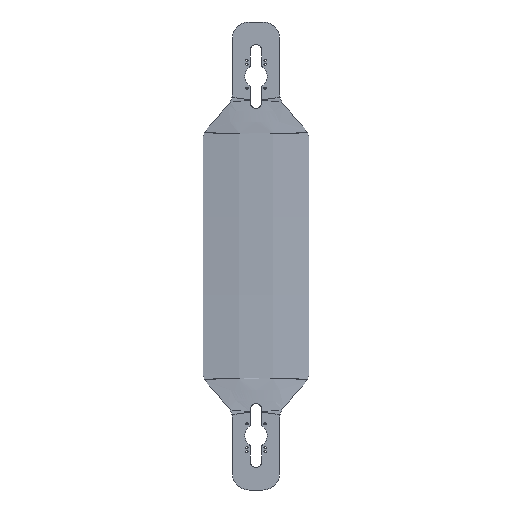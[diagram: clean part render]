
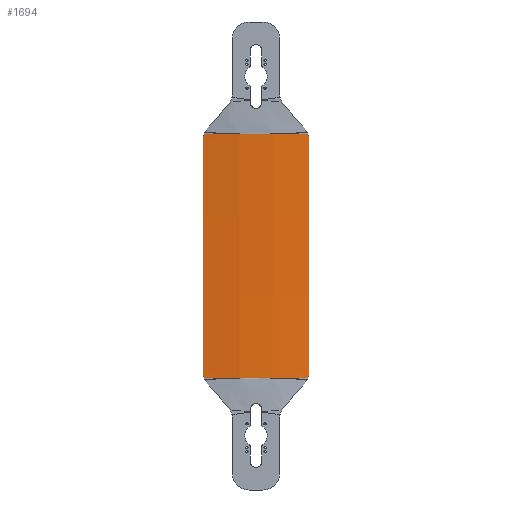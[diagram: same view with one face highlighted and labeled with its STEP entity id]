
A CAD part, front view. The second image highlights one B-rep face of the part: STEP entity #1694.
In plain terms, the highlighted toroidal (fillet/blend) face has major radius 26159.4 mm and minor radius 768.879 mm.
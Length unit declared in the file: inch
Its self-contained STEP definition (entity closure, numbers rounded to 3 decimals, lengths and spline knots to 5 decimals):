
#16=TOROIDAL_SURFACE('',#1853,1029.89583,30.27083);
#111=CIRCLE('',#1851,1000.);
#112=CIRCLE('',#1854,1000.);
#442=FACE_OUTER_BOUND('',#548,.T.);
#548=EDGE_LOOP('',(#1561,#1562,#1563,#1564,#1565,#1566,#1567,#1568));
#560=B_SPLINE_CURVE_WITH_KNOTS('',3,(#2291,#2292,#2293,#2294,#2295,#2296,
#2297),.UNSPECIFIED.,.F.,.F.,(4,1,1,1,4),(0.65937,6.54384,
12.42831,15.37054,21.25501),.UNSPECIFIED.);
#565=B_SPLINE_CURVE_WITH_KNOTS('',3,(#2330,#2331,#2332,#2333,#2334,#2335),
 .UNSPECIFIED.,.F.,.F.,(4,2,4),(-14.85497,-13.99022,-13.5131),
 .UNSPECIFIED.);
#605=B_SPLINE_CURVE_WITH_KNOTS('',3,(#3241,#3242,#3243,#3244,#3245,#3246),
 .UNSPECIFIED.,.F.,.F.,(4,2,4),(-1.48417,-1.33706,-0.1409),
 .UNSPECIFIED.);
#607=B_SPLINE_CURVE_WITH_KNOTS('',3,(#3299,#3300,#3301,#3302,#3303,#3304,
#3305),.UNSPECIFIED.,.F.,.F.,(4,1,1,1,4),(0.65935,6.54381,
9.48605,12.42828,21.25498),.UNSPECIFIED.);
#613=B_SPLINE_CURVE_WITH_KNOTS('',3,(#3345,#3346,#3347,#3348,#3349,#3350),
 .UNSPECIFIED.,.F.,.F.,(4,2,4),(-1.48417,-1.33706,-0.1409),
 .UNSPECIFIED.);
#648=B_SPLINE_CURVE_WITH_KNOTS('',3,(#4212,#4213,#4214,#4215,#4216,#4217),
 .UNSPECIFIED.,.F.,.F.,(4,2,4),(-14.85497,-13.99022,-13.5131),
 .UNSPECIFIED.);
#649=VERTEX_POINT('',#2266);
#652=VERTEX_POINT('',#2283);
#658=VERTEX_POINT('',#2328);
#740=VERTEX_POINT('',#3240);
#742=VERTEX_POINT('',#3290);
#743=VERTEX_POINT('',#3298);
#748=VERTEX_POINT('',#3343);
#824=VERTEX_POINT('',#4211);
#828=EDGE_CURVE('',#652,#649,#560,.T.);
#835=EDGE_CURVE('',#652,#658,#565,.T.);
#950=EDGE_CURVE('',#740,#649,#605,.T.);
#959=EDGE_CURVE('',#742,#743,#607,.T.);
#967=EDGE_CURVE('',#748,#742,#613,.T.);
#1074=EDGE_CURVE('',#740,#748,#111,.T.);
#1075=EDGE_CURVE('',#743,#824,#648,.T.);
#1078=EDGE_CURVE('',#658,#824,#112,.T.);
#1561=ORIENTED_EDGE('',*,*,#828,.F.);
#1562=ORIENTED_EDGE('',*,*,#835,.T.);
#1563=ORIENTED_EDGE('',*,*,#1078,.T.);
#1564=ORIENTED_EDGE('',*,*,#1075,.F.);
#1565=ORIENTED_EDGE('',*,*,#959,.F.);
#1566=ORIENTED_EDGE('',*,*,#967,.F.);
#1567=ORIENTED_EDGE('',*,*,#1074,.F.);
#1568=ORIENTED_EDGE('',*,*,#950,.T.);
#1694=ADVANCED_FACE('',(#442),#16,.T.);
#1851=AXIS2_PLACEMENT_3D('',#4209,#2205,#2206);
#1853=AXIS2_PLACEMENT_3D('',#4220,#2211,#2212);
#1854=AXIS2_PLACEMENT_3D('',#4221,#2213,#2214);
#2205=DIRECTION('center_axis',(1.,0.,0.));
#2206=DIRECTION('ref_axis',(0.,0.,-1.));
#2211=DIRECTION('center_axis',(1.,0.,0.));
#2212=DIRECTION('ref_axis',(0.,0.,-1.));
#2213=DIRECTION('center_axis',(1.,0.,0.));
#2214=DIRECTION('ref_axis',(0.,0.,-1.));
#2266=CARTESIAN_POINT('',(-4.6584,-0.07439,-10.95255));
#2283=CARTESIAN_POINT('',(4.6584,-0.07439,-10.95255));
#2291=CARTESIAN_POINT('Ctrl Pts',(4.6584,-0.07439,
-10.95255));
#2292=CARTESIAN_POINT('Ctrl Pts',(3.77896,-0.21149,-10.96352));
#2293=CARTESIAN_POINT('Ctrl Pts',(2.00425,-0.40832,-10.97749));
#2294=CARTESIAN_POINT('Ctrl Pts',(-0.22279,-0.45738,
-10.97903));
#2295=CARTESIAN_POINT('Ctrl Pts',(-2.44819,-0.35913,-10.97429));
#2296=CARTESIAN_POINT('Ctrl Pts',(-3.77896,-0.21149,
-10.96352));
#2297=CARTESIAN_POINT('Ctrl Pts',(-4.6584,-0.07439,
-10.95255));
#2328=CARTESIAN_POINT('',(4.75,-0.05446,-10.4364));
#2330=CARTESIAN_POINT('Ctrl Pts',(4.6584,-0.07439,
-10.95255));
#2331=CARTESIAN_POINT('Ctrl Pts',(4.69732,-0.06717,-10.84634));
#2332=CARTESIAN_POINT('Ctrl Pts',(4.72416,-0.06172,-10.73592));
#2333=CARTESIAN_POINT('Ctrl Pts',(4.7461,-0.05639,
-10.56128));
#2334=CARTESIAN_POINT('Ctrl Pts',(4.75,-0.05511,-10.49884));
#2335=CARTESIAN_POINT('Ctrl Pts',(4.75,-0.05446,-10.4364));
#3240=CARTESIAN_POINT('',(-4.75,-0.05446,-10.4364));
#3241=CARTESIAN_POINT('Ctrl Pts',(-4.75,-0.05446,-10.4364));
#3242=CARTESIAN_POINT('Ctrl Pts',(-4.75,-0.05466,-10.45567));
#3243=CARTESIAN_POINT('Ctrl Pts',(-4.74963,-0.05492,
-10.47496));
#3244=CARTESIAN_POINT('Ctrl Pts',(-4.74283,-0.05785,
-10.65108));
#3245=CARTESIAN_POINT('Ctrl Pts',(-4.71222,-0.0644,
-10.80569));
#3246=CARTESIAN_POINT('Ctrl Pts',(-4.6584,-0.07439,
-10.95255));
#3290=CARTESIAN_POINT('',(-4.6584,-0.07439,10.95255));
#3298=CARTESIAN_POINT('',(4.6584,-0.07439,10.95255));
#3299=CARTESIAN_POINT('Ctrl Pts',(-4.6584,-0.07439,
10.95255));
#3300=CARTESIAN_POINT('Ctrl Pts',(-3.77896,-0.21149,
10.96352));
#3301=CARTESIAN_POINT('Ctrl Pts',(-2.4485,-0.35916,
10.97428));
#3302=CARTESIAN_POINT('Ctrl Pts',(-0.66746,-0.4377,
10.97812));
#3303=CARTESIAN_POINT('Ctrl Pts',(1.55749,-0.43791,10.97863));
#3304=CARTESIAN_POINT('Ctrl Pts',(3.33924,-0.28004,10.96901));
#3305=CARTESIAN_POINT('Ctrl Pts',(4.6584,-0.07439,
10.95255));
#3343=CARTESIAN_POINT('',(-4.75,-0.05446,10.4364));
#3345=CARTESIAN_POINT('Ctrl Pts',(-4.75,-0.05446,10.4364));
#3346=CARTESIAN_POINT('Ctrl Pts',(-4.75,-0.05466,10.45567));
#3347=CARTESIAN_POINT('Ctrl Pts',(-4.74963,-0.05492,
10.47496));
#3348=CARTESIAN_POINT('Ctrl Pts',(-4.74283,-0.05785,
10.65108));
#3349=CARTESIAN_POINT('Ctrl Pts',(-4.71222,-0.0644,
10.80569));
#3350=CARTESIAN_POINT('Ctrl Pts',(-4.6584,-0.07439,
10.95255));
#4209=CARTESIAN_POINT('Origin',(-4.75,-1000.,0.));
#4211=CARTESIAN_POINT('',(4.75,-0.05446,10.4364));
#4212=CARTESIAN_POINT('Ctrl Pts',(4.6584,-0.07439,10.95255));
#4213=CARTESIAN_POINT('Ctrl Pts',(4.69732,-0.06717,
10.84634));
#4214=CARTESIAN_POINT('Ctrl Pts',(4.72416,-0.06172,
10.73592));
#4215=CARTESIAN_POINT('Ctrl Pts',(4.7461,-0.05639,
10.56128));
#4216=CARTESIAN_POINT('Ctrl Pts',(4.75,-0.05511,10.49884));
#4217=CARTESIAN_POINT('Ctrl Pts',(4.75,-0.05446,10.4364));
#4220=CARTESIAN_POINT('Origin',(0.,-1000.,0.));
#4221=CARTESIAN_POINT('Origin',(4.75,-1000.,0.));
